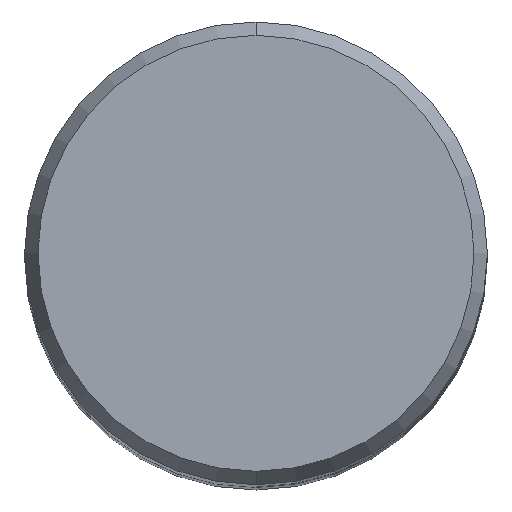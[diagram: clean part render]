
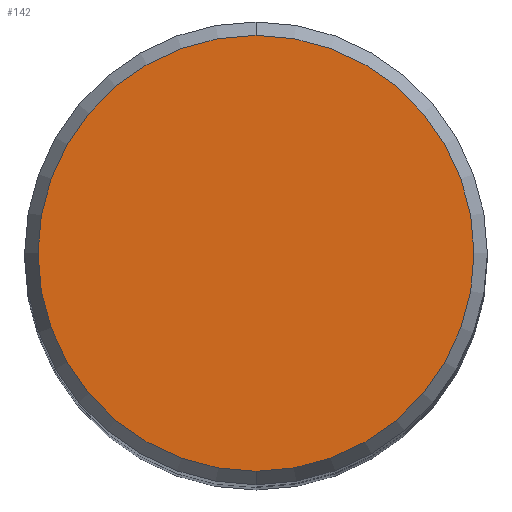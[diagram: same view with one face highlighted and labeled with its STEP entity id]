
A CAD part, top view. The second image highlights one B-rep face of the part: STEP entity #142.
In plain terms, the highlighted planar face has unit normal (0, 0, 1).
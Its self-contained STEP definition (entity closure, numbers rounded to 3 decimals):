
#142=ADVANCED_FACE('',(#273),#274,.T.);
#158=EDGE_CURVE('',#170,#168,#291,.T.);
#168=VERTEX_POINT('',#302);
#170=VERTEX_POINT('',#304);
#176=EDGE_CURVE('',#168,#170,#311,.T.);
#273=FACE_OUTER_BOUND('',#411,.T.);
#274=PLANE('',#412);
#291=CIRCLE('',#435,7.479);
#302=CARTESIAN_POINT('',(0.0,7.479,0.01));
#304=CARTESIAN_POINT('',(0.,-7.479,0.01));
#311=CIRCLE('',#461,7.479);
#411=EDGE_LOOP('',(#571,#572));
#412=AXIS2_PLACEMENT_3D('',#573,#574,#575);
#435=AXIS2_PLACEMENT_3D('',#594,#595,#596);
#461=AXIS2_PLACEMENT_3D('',#616,#617,#618);
#571=ORIENTED_EDGE('',*,*,#176,.F.);
#572=ORIENTED_EDGE('',*,*,#158,.F.);
#573=CARTESIAN_POINT('',(0.0,3.74,0.01));
#574=DIRECTION('',(-0.0,0.0,1.0));
#575=DIRECTION('',(0.0,-1.0,0.0));
#594=CARTESIAN_POINT('',(0.0,0.0,0.01));
#595=DIRECTION('',(0.0,0.0,-1.0));
#596=DIRECTION('',(0.0,1.0,0.0));
#616=CARTESIAN_POINT('',(0.0,0.0,0.01));
#617=DIRECTION('',(0.0,0.0,-1.0));
#618=DIRECTION('',(0.0,1.0,0.0));
